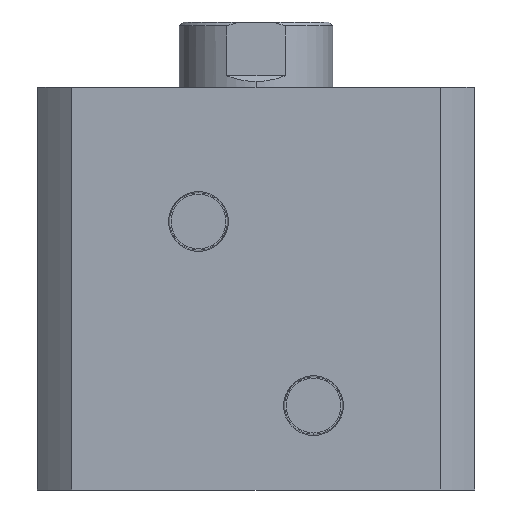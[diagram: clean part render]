
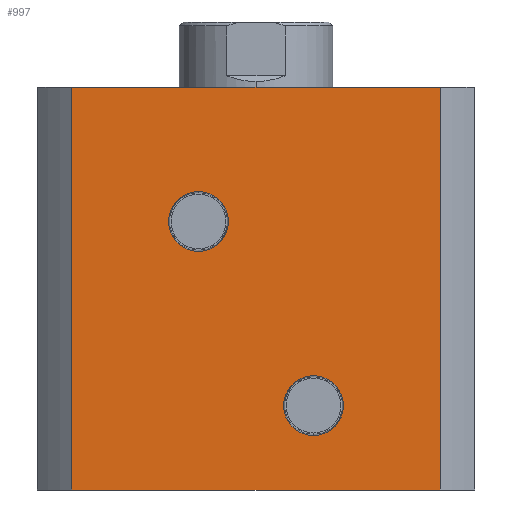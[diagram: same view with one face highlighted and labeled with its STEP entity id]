
A CAD part, left-side view. The second image highlights one B-rep face of the part: STEP entity #997.
In plain terms, the highlighted planar face has unit normal (-1, 0, 0).
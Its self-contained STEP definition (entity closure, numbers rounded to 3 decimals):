
#366 = DIRECTION ( 'NONE',  ( 0., 0., -1. ) ) ;
#372 = CARTESIAN_POINT ( 'NONE',  ( -57., 47.971, 105. ) ) ;
#381 = CARTESIAN_POINT ( 'NONE',  ( -57., 0., 0. ) ) ;
#382 = DIRECTION ( 'NONE',  ( 0., -1., 0. ) ) ;
#383 = CARTESIAN_POINT ( 'NONE',  ( -57., -15., 22. ) ) ;
#384 = DIRECTION ( 'NONE',  ( -1., 0., 0. ) ) ;
#385 = DIRECTION ( 'NONE',  ( 0., 0., 1. ) ) ;
#387 = CARTESIAN_POINT ( 'NONE',  ( -57., 0., 105. ) ) ;
#388 = CARTESIAN_POINT ( 'NONE',  ( -57., 15., 70. ) ) ;
#389 = DIRECTION ( 'NONE',  ( -1., 0., 0. ) ) ;
#390 = DIRECTION ( 'NONE',  ( 0., 0., 1. ) ) ;
#391 = CARTESIAN_POINT ( 'NONE',  ( -57., -47.971, 105. ) ) ;
#393 = DIRECTION ( 'NONE',  ( 0., 0., -1. ) ) ;
#394 = DIRECTION ( 'NONE',  ( 0., -1., 0. ) ) ;
#606 = CARTESIAN_POINT ( 'NONE',  ( -57., -15., 22. ) ) ;
#607 = DIRECTION ( 'NONE',  ( -1., 0., 0. ) ) ;
#608 = DIRECTION ( 'NONE',  ( 0., 0., 1. ) ) ;
#811 = EDGE_LOOP ( 'NONE', ( #3627, #3628 ) ) ;
#814 = EDGE_LOOP ( 'NONE', ( #3625, #3626 ) ) ;
#828 = EDGE_LOOP ( 'NONE', ( #1767, #1768, #1769, #1770 ) ) ;
#997 = ADVANCED_FACE ( 'NONE', ( #3604, #3599, #3602 ), #3108, .F. ) ;
#1018 = CARTESIAN_POINT ( 'NONE',  ( -57., 47.971, 105. ) ) ;
#1030 = CARTESIAN_POINT ( 'NONE',  ( -57., 47.971, 0. ) ) ;
#1039 = CARTESIAN_POINT ( 'NONE',  ( -57., 15., 62.203 ) ) ;
#1046 = CARTESIAN_POINT ( 'NONE',  ( -57., -15., 29.797 ) ) ;
#1060 = CARTESIAN_POINT ( 'NONE',  ( -57., -15., 14.203 ) ) ;
#1344 = CARTESIAN_POINT ( 'NONE',  ( -57., 15., 77.797 ) ) ;
#1363 = CARTESIAN_POINT ( 'NONE',  ( -57., -47.971, 105. ) ) ;
#1367 = CARTESIAN_POINT ( 'NONE',  ( -57., -47.971, 0. ) ) ;
#1512 = DIRECTION ( 'NONE',  ( 0., 0., 1. ) ) ;
#1513 = DIRECTION ( 'NONE',  ( -1., 0., 0. ) ) ;
#1514 = CARTESIAN_POINT ( 'NONE',  ( -57., 15., 70. ) ) ;
#1767 = ORIENTED_EDGE ( 'NONE', *, *, #1962, .T. ) ;
#1768 = ORIENTED_EDGE ( 'NONE', *, *, #1963, .F. ) ;
#1769 = ORIENTED_EDGE ( 'NONE', *, *, #1964, .F. ) ;
#1770 = ORIENTED_EDGE ( 'NONE', *, *, #1958, .T. ) ;
#1854 = EDGE_CURVE ( 'NONE', #3211, #3546, #2397, .T. ) ;
#1958 = EDGE_CURVE ( 'NONE', #3190, #3202, #2577, .T. ) ;
#1960 = EDGE_CURVE ( 'NONE', #3218, #3232, #2580, .T. ) ;
#1961 = EDGE_CURVE ( 'NONE', #3546, #3211, #2581, .T. ) ;
#1962 = EDGE_CURVE ( 'NONE', #3202, #3569, #2582, .T. ) ;
#1963 = EDGE_CURVE ( 'NONE', #3565, #3569, #2583, .T. ) ;
#1964 = EDGE_CURVE ( 'NONE', #3190, #3565, #2578, .T. ) ;
#2053 = EDGE_CURVE ( 'NONE', #3232, #3218, #2728, .T. ) ;
#2084 = AXIS2_PLACEMENT_3D ( 'NONE', #3104, #3098, #3110 ) ;
#2139 = AXIS2_PLACEMENT_3D ( 'NONE', #1514, #1513, #1512 ) ;
#2170 = AXIS2_PLACEMENT_3D ( 'NONE', #383, #384, #385 ) ;
#2171 = AXIS2_PLACEMENT_3D ( 'NONE', #388, #389, #390 ) ;
#2204 = AXIS2_PLACEMENT_3D ( 'NONE', #606, #607, #608 ) ;
#2397 = CIRCLE ( 'NONE', #2139, 7.797 ) ;
#2577 = LINE ( 'NONE', #372, #2579 ) ;
#2578 = LINE ( 'NONE', #387, #2588 ) ;
#2579 = VECTOR ( 'NONE', #366, 1000. ) ;
#2580 = CIRCLE ( 'NONE', #2170, 7.797 ) ;
#2581 = CIRCLE ( 'NONE', #2171, 7.797 ) ;
#2582 = LINE ( 'NONE', #381, #2584 ) ;
#2583 = LINE ( 'NONE', #391, #2586 ) ;
#2584 = VECTOR ( 'NONE', #382, 1000. ) ;
#2586 = VECTOR ( 'NONE', #393, 1000. ) ;
#2588 = VECTOR ( 'NONE', #394, 1000. ) ;
#2728 = CIRCLE ( 'NONE', #2204, 7.797 ) ;
#3098 = DIRECTION ( 'NONE',  ( 1., 0., 0. ) ) ;
#3104 = CARTESIAN_POINT ( 'NONE',  ( -57., 0., 105. ) ) ;
#3108 = PLANE ( 'NONE',  #2084 ) ;
#3110 = DIRECTION ( 'NONE',  ( 0., 1., 0. ) ) ;
#3190 = VERTEX_POINT ( 'NONE', #1018 ) ;
#3202 = VERTEX_POINT ( 'NONE', #1030 ) ;
#3211 = VERTEX_POINT ( 'NONE', #1039 ) ;
#3218 = VERTEX_POINT ( 'NONE', #1046 ) ;
#3232 = VERTEX_POINT ( 'NONE', #1060 ) ;
#3546 = VERTEX_POINT ( 'NONE', #1344 ) ;
#3565 = VERTEX_POINT ( 'NONE', #1363 ) ;
#3569 = VERTEX_POINT ( 'NONE', #1367 ) ;
#3599 = FACE_BOUND ( 'NONE', #811, .T. ) ;
#3602 = FACE_OUTER_BOUND ( 'NONE', #828, .T. ) ;
#3604 = FACE_BOUND ( 'NONE', #814, .T. ) ;
#3625 = ORIENTED_EDGE ( 'NONE', *, *, #1960, .F. ) ;
#3626 = ORIENTED_EDGE ( 'NONE', *, *, #2053, .F. ) ;
#3627 = ORIENTED_EDGE ( 'NONE', *, *, #1961, .F. ) ;
#3628 = ORIENTED_EDGE ( 'NONE', *, *, #1854, .F. ) ;
